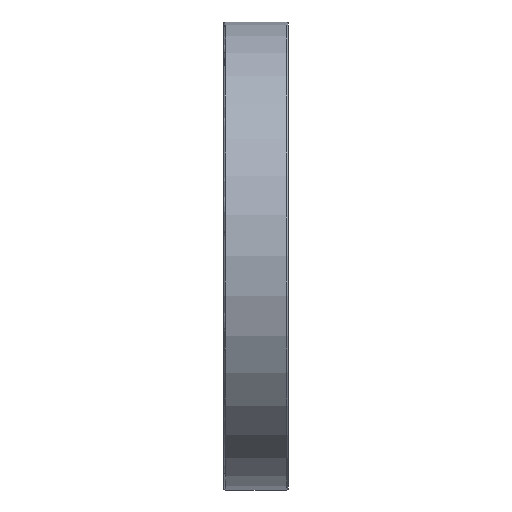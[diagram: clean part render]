
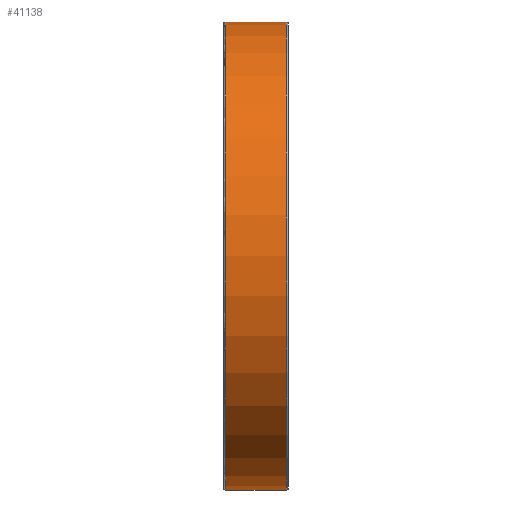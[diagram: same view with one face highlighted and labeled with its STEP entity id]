
A CAD part, top view. The second image highlights one B-rep face of the part: STEP entity #41138.
In plain terms, the highlighted cylindrical face has radius 72.5 mm (diameter 145 mm), a partial arc.
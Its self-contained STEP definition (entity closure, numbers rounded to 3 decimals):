
#33021=DIRECTION('',(-1.,0.,0.));
#33022=VECTOR('',#33021,18.8);
#33023=CARTESIAN_POINT('',(9.4,72.5,0.));
#33024=LINE('',#33023,#33022);
#33028=DIRECTION('',(-1.,0.,0.));
#33029=VECTOR('',#33028,18.8);
#33030=CARTESIAN_POINT('',(9.4,-72.5,0.));
#33031=LINE('',#33030,#33029);
#33043=CARTESIAN_POINT('',(9.4,0.,0.));
#33044=DIRECTION('',(1.,0.,0.));
#33045=DIRECTION('',(0.,1.,0.));
#33046=AXIS2_PLACEMENT_3D('',#33043,#33044,#33045);
#33051=CARTESIAN_POINT('',(-9.4,0.,0.));
#33052=DIRECTION('',(1.,0.,0.));
#33053=DIRECTION('',(0.,1.,0.));
#33054=AXIS2_PLACEMENT_3D('',#33051,#33052,#33053);
#36641=CARTESIAN_POINT('',(9.4,72.5,0.));
#36642=CARTESIAN_POINT('',(-9.4,72.5,0.));
#36643=VERTEX_POINT('',#36641);
#36644=VERTEX_POINT('',#36642);
#36653=CARTESIAN_POINT('',(9.4,-72.5,0.));
#36654=CARTESIAN_POINT('',(-9.4,-72.5,0.));
#36655=VERTEX_POINT('',#36653);
#36656=VERTEX_POINT('',#36654);
#41126=CARTESIAN_POINT('',(-11.,0.,0.));
#41127=DIRECTION('',(1.,0.,0.));
#41128=DIRECTION('',(0.,-1.,0.));
#41129=AXIS2_PLACEMENT_3D('',#41126,#41127,#41128);
#41130=CYLINDRICAL_SURFACE('',#41129,72.5);
#41131=ORIENTED_EDGE('',*,*,#41116,.F.);
#41132=ORIENTED_EDGE('',*,*,#41093,.T.);
#41133=ORIENTED_EDGE('',*,*,#41120,.T.);
#41135=ORIENTED_EDGE('',*,*,#41134,.F.);
#41136=EDGE_LOOP('',(#41131,#41132,#41133,#41135));
#41137=FACE_OUTER_BOUND('',#41136,.F.);
#33047=CIRCLE('',#33046,72.5);
#33055=CIRCLE('',#33054,72.5);
#41093=EDGE_CURVE('',#36643,#36655,#33047,.T.);
#41116=EDGE_CURVE('',#36643,#36644,#33024,.T.);
#41120=EDGE_CURVE('',#36655,#36656,#33031,.T.);
#41134=EDGE_CURVE('',#36644,#36656,#33055,.T.);
#41138=ADVANCED_FACE('',(#41137),#41130,.T.);
